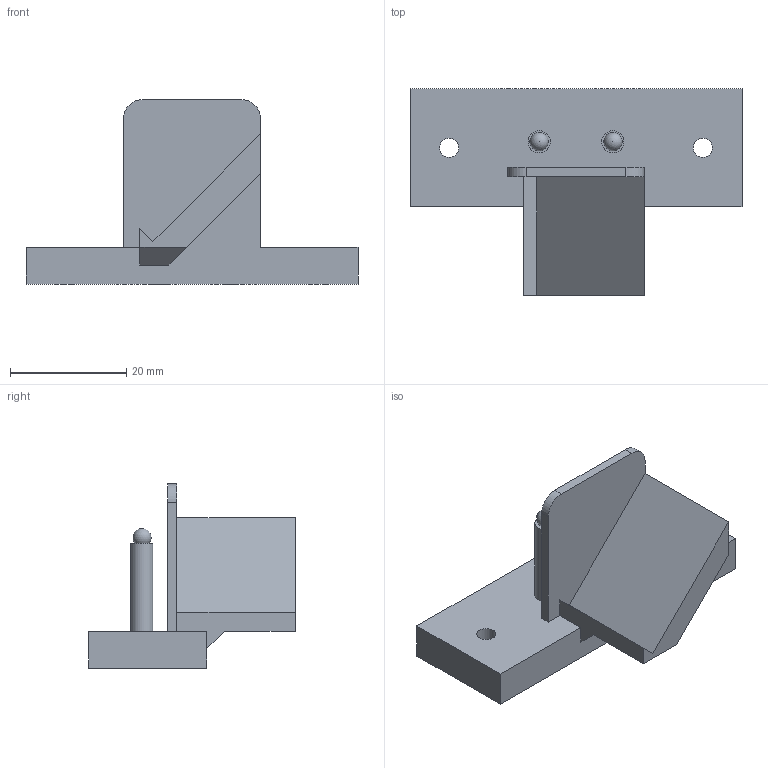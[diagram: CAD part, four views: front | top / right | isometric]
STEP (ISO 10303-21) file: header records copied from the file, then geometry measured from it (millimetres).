
FILE_DESCRIPTION(('FreeCAD Model'),'2;1');
FILE_NAME('Open CASCADE Shape Model','2021-12-06T16:30:35',('Author'),( ''),'Open CASCADE STEP processor 7.5','FreeCAD','Unknown');
FILE_SCHEMA(('AUTOMOTIVE_DESIGN { 1 0 10303 214 1 1 1 1 }'));
Length unit declared in the file: millimetre
Products named in the file (1): Fusion
Bounding box: 57.15 x 35.56 x 31.75 mm (x, y, z)
Volume: 11022.1 mm3; surface area: 6565.6 mm2
Topology: 1 solids, 1 shells, 39 faces, 91 edges, 60 vertices
Faces by surface type: plane 25, cylinder 10, torus 2, sphere 2
Full cylindrical faces by diameter (mm): 1.905 x2, 3.302 x2, 3.81 x2, 6.426 x2
Entity records: 2318 total; most frequent: CARTESIAN_POINT 415, DIRECTION 367, LINE 217, VECTOR 217, ORIENTED_EDGE 178, PCURVE 178, DEFINITIONAL_REPRESENTATION 178, EDGE_CURVE 89
